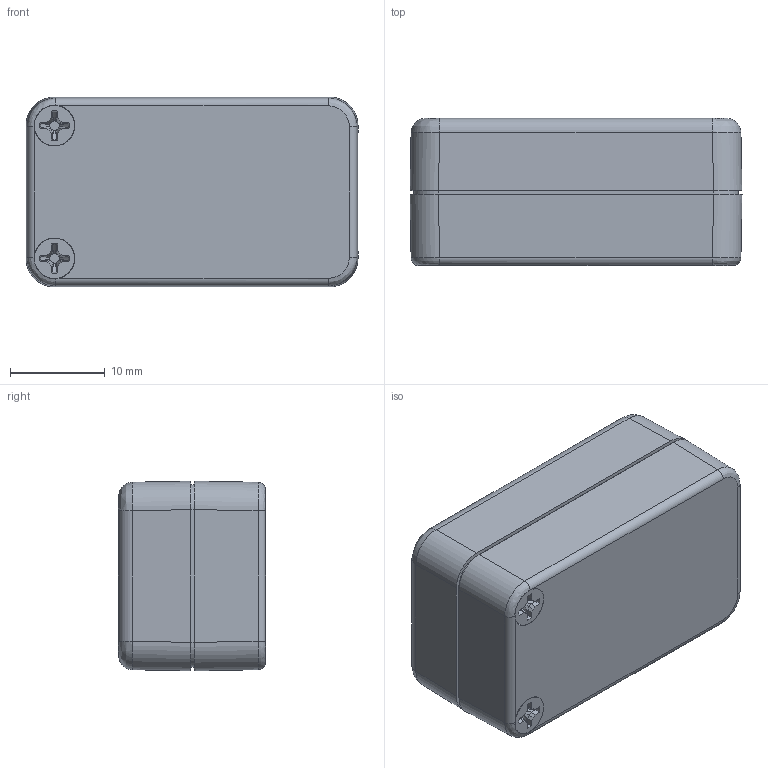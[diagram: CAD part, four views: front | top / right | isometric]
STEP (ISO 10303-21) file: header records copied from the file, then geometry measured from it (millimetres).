
FILE_DESCRIPTION(/* description */ (''),/* implementation_level */ '2;1');
FILE_NAME(/* name */ '1551USB1.stp',/* time_stamp */ '2016-04-07T15:00:53-04:00',/* author */ ('mbeerman'),/* organization */ (''),/* preprocessor_version */ 'ST-DEVELOPER v16.1',/* originating_system */ 'Autodesk Inventor 2016',/* authorisation */ '');
FILE_SCHEMA (('AUTOMOTIVE_DESIGN { 1 0 10303 214 3 1 1 }'));
Products named in the file (4): 1551USB1 Bottom; 1551USB1 Top; #17721; 1551USB1
Assembly tree (2 placements, depth 2):
  #17721
  1551USB1
    1551USB1 Bottom
    1551USB1 Top
Bounding box: 35 x 15.5 x 20 mm (x, y, z)
Volume: 4568 mm3; surface area: 6032 mm2
Topology: 4 solids, 4 shells, 559 faces, 1454 edges, 926 vertices
Faces by surface type: plane 290, bspline 151, cylinder 68, cone 30, sphere 14, torus 6
Full cylindrical faces by diameter (mm): 1.6 x4, 2.21 x2, 2.5 x2
Entity records: 17720 total; most frequent: CARTESIAN_POINT 5848, ORIENTED_EDGE 2636, DIRECTION 2061, EDGE_CURVE 1318, LINE 871, VECTOR 871, VERTEX_POINT 854, AXIS2_PLACEMENT_3D 595
